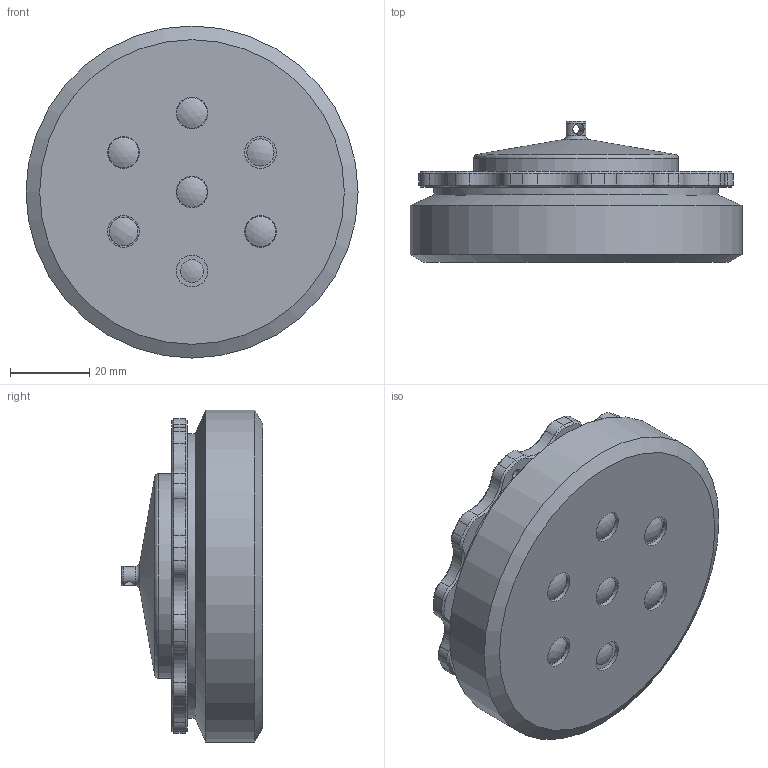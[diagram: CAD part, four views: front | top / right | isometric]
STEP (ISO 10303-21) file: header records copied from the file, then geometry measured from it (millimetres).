
FILE_DESCRIPTION(/* description */ (''),/* implementation_level */ '2;1');
FILE_NAME(/* name */ '840001.stp',/* time_stamp */ '2017-11-06T09:06:14+01:00',/* author */ ('sgs'),/* organization */ (''),/* preprocessor_version */ 'ST-DEVELOPER v16.5',/* originating_system */ 'Autodesk Inventor 2017',/* authorisation */ '');
FILE_SCHEMA (('AUTOMOTIVE_DESIGN { 1 0 10303 214 3 1 1 }'));
Length unit declared in the file: millimetre
Products named in the file (1): 840001
Bounding box: 84 x 35.68 x 84 mm (x, y, z)
Volume: 126014.8 mm3; surface area: 22204.8 mm2
Topology: 1 solids, 1 shells, 542 faces, 1352 edges, 859 vertices
Faces by surface type: plane 283, cone 99, bspline 84, cylinder 66, sphere 7, torus 3
Full cylindrical faces by diameter (mm): 1.5 x1, 3 x2, 4 x2, 5 x1, 8 x7, 43.8 x1, 51.8 x1, 52 x1, 72 x1, 84 x1
Entity records: 16955 total; most frequent: CARTESIAN_POINT 3931, ORIENTED_EDGE 2644, DIRECTION 2357, EDGE_CURVE 1322, LINE 861, VECTOR 861, VERTEX_POINT 853, AXIS2_PLACEMENT_3D 748
